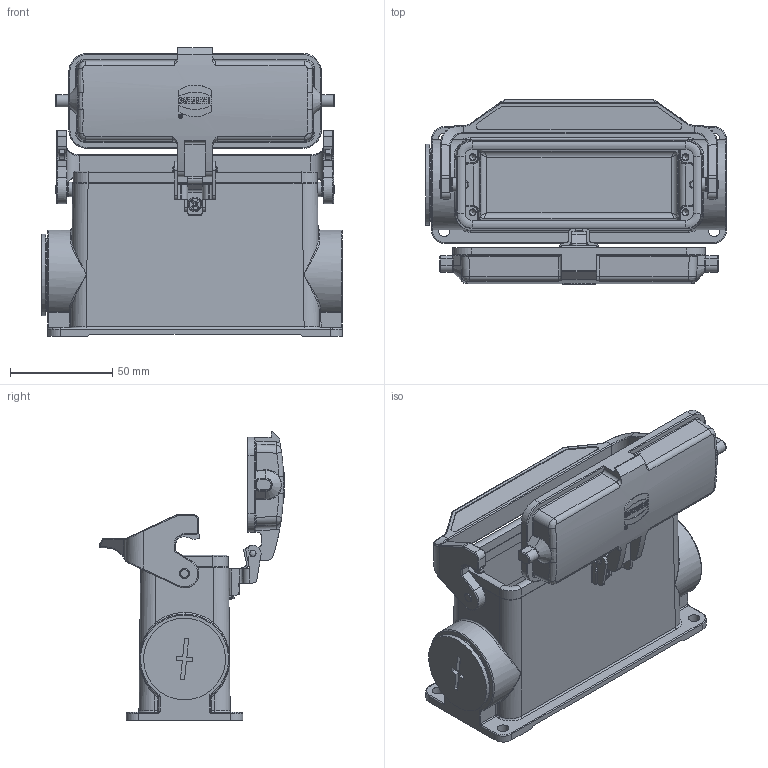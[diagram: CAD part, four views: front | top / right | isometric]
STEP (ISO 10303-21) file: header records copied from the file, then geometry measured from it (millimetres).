
FILE_DESCRIPTION((''),'2;1');
FILE_NAME('05300240268.stp','2020-07-13T16:10:14',('e.eickhoff'),(''),'Autodesk Inventor 2012','Autodesk Inventor 2012','');
FILE_SCHEMA(('AUTOMOTIVE_DESIGN { 1 0 10303 214 1 1 1 1 }'));
Length unit declared in the file: millimetre
Products named in the file (4): 05300240268; M32-PG29 Adapter; KBRM32
Assembly tree (4 placements, depth 2):
  05300240268
    05300240268
    M32-PG29 Adapter  x2
    KBRM32
Bounding box: 147 x 90.27 x 141.13 mm (x, y, z)
Volume: 210446.3 mm3; surface area: 113403.3 mm2
Topology: 6 solids, 6 shells, 965 faces, 2508 edges, 1567 vertices
Faces by surface type: plane 361, cylinder 313, bspline 189, torus 61, cone 35, sphere 6
Full cylindrical faces by diameter (mm): 3 x6, 4 x2, 4.8 x2, 5.6 x4, 7 x3, 32 x2, 32.5 x3, 35.5 x1, 37 x2, 37.5 x2, 40 x1
Entity records: 34649 total; most frequent: CARTESIAN_POINT 11300, ORIENTED_EDGE 4818, DIRECTION 4641, EDGE_CURVE 2409, AXIS2_PLACEMENT_3D 1699, VERTEX_POINT 1537, VECTOR 1243, LINE 1243
